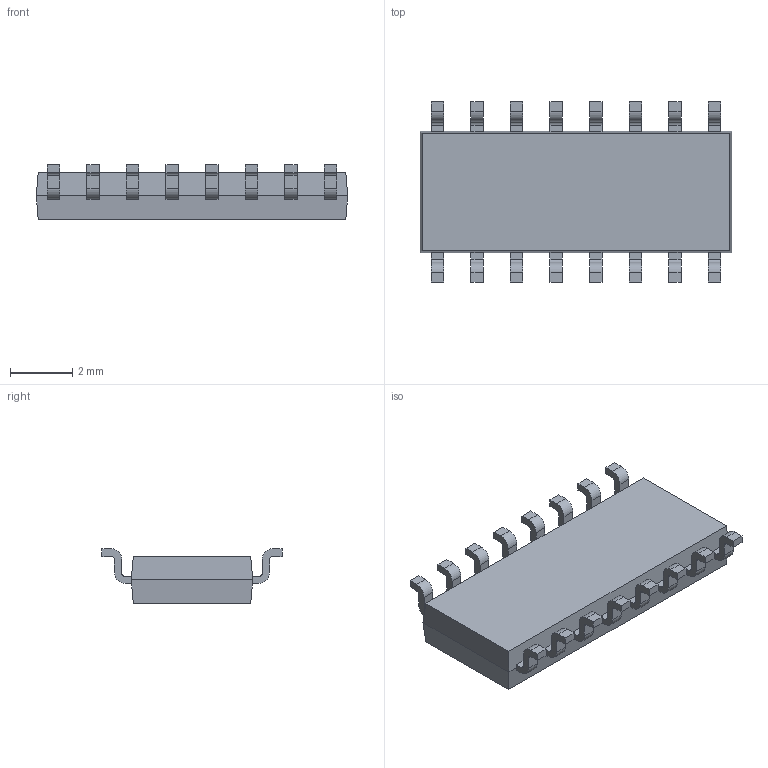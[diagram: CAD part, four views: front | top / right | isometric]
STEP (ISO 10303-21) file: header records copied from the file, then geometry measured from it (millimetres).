
FILE_DESCRIPTION(/* description */ ('IC WTC6208'),/* implementation_level */ '2;1');
FILE_NAME(/* name */ 'WTC6208.stp',/* time_stamp */ '2020-12-04T12:38:25-03:00',/* author */ ('laguerre'),/* organization */ (''),/* preprocessor_version */ 'ST-DEVELOPER v17',/* originating_system */ 'Autodesk Inventor 2018',/* authorisation */ '');
FILE_SCHEMA (('AUTOMOTIVE_DESIGN { 1 0 10303 214 3 1 1 }'));
Length unit declared in the file: millimetre
Products named in the file (1): CE-IC-WTC6208
Bounding box: 10 x 5.78 x 1.75 mm (x, y, z)
Volume: 59.6 mm3; surface area: 149.6 mm2
Topology: 1 solids, 1 shells, 343 faces, 983 edges, 654 vertices
Faces by surface type: plane 201, bspline 77, cylinder 65
Full cylindrical faces by diameter (mm): 0.73 x1
Entity records: 12175 total; most frequent: CARTESIAN_POINT 3218, ORIENTED_EDGE 1966, DIRECTION 1493, EDGE_CURVE 983, LINE 699, VECTOR 699, VERTEX_POINT 654, AXIS2_PLACEMENT_3D 397
